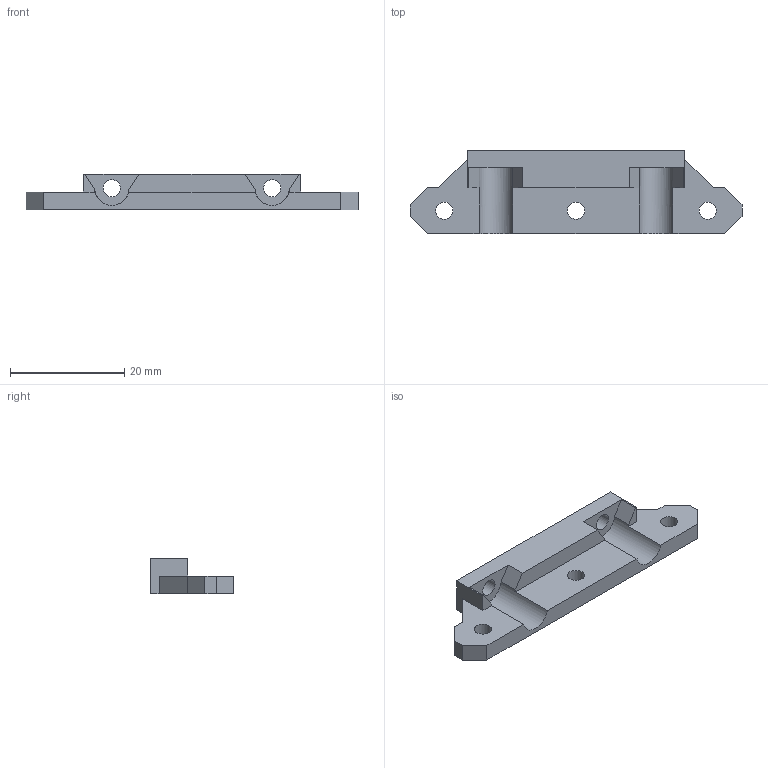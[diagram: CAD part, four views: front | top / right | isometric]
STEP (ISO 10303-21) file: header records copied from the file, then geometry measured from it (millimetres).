
FILE_DESCRIPTION(('FreeCAD Model'),'2;1');
FILE_NAME('Open CASCADE Shape Model','2025-02-17T20:51:34',('Author'),( ''),'Open CASCADE STEP processor 7.8','FreeCAD','Unknown');
FILE_SCHEMA(('AUTOMOTIVE_DESIGN { 1 0 10303 214 1 1 1 1 }'));
Length unit declared in the file: millimetre
Products named in the file (1): Easy Stage Bolt Down
Bounding box: 58 x 14.5 x 6.2 mm (x, y, z)
Volume: 2484.4 mm3; surface area: 2272.2 mm2
Topology: 1 solids, 1 shells, 35 faces, 103 edges, 70 vertices
Faces by surface type: plane 28, cylinder 7
Full cylindrical faces by diameter (mm): 3 x5
Entity records: 1209 total; most frequent: CARTESIAN_POINT 209, ORIENTED_EDGE 206, DIRECTION 193, EDGE_CURVE 103, LINE 85, VECTOR 85, VERTEX_POINT 70, AXIS2_PLACEMENT_3D 54
